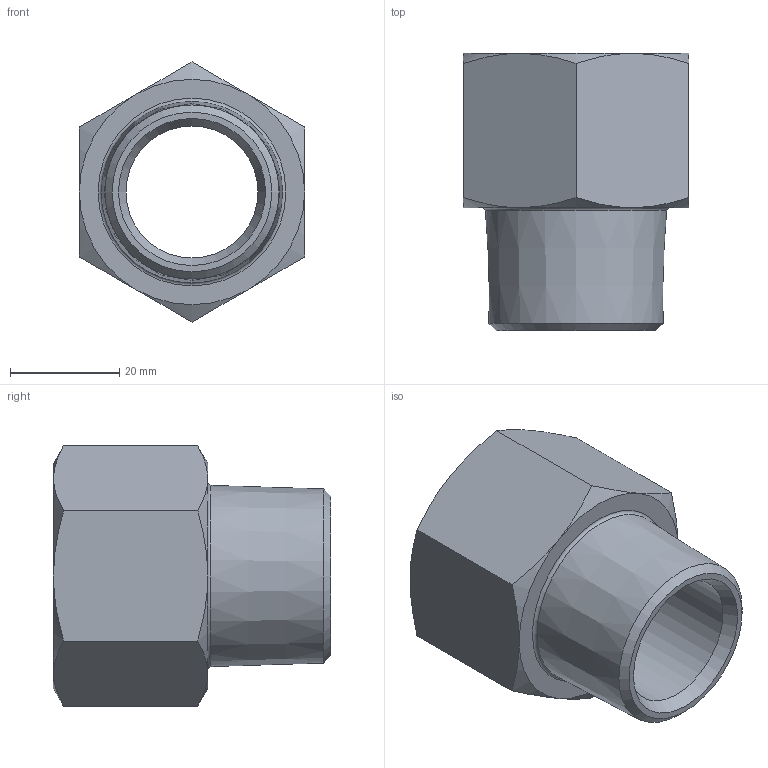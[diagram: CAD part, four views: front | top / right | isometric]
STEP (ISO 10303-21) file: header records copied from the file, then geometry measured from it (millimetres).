
FILE_DESCRIPTION(/* description */ ('STEP AP214'),/* implementation_level */ '2;1');
FILE_NAME(/* name */ '546547_AD-1NPT-G1-I',/* time_stamp */ '2024-07-30T14:36:58+02:00',/* author */ ('License CC BY-ND 4.0'),/* organization */ ('CADENAS'),/* preprocessor_version */ 'ST-DEVELOPER v19.3',/* originating_system */ 'PARTsolutions',/* authorisation */ ' ');
FILE_SCHEMA (('AUTOMOTIVE_DESIGN {1 0 10303 214 3 1 1}'));
Length unit declared in the file: millimetre
Products named in the file (1): 546547 AD-1NPT-G1-I
Bounding box: 41.3 x 50.8 x 47.69 mm (x, y, z)
Volume: 30313.5 mm3; surface area: 12142.9 mm2
Topology: 1 solids, 1 shells, 29 faces, 60 edges, 34 vertices
Faces by surface type: cone 17, plane 9, cylinder 2, torus 1
Full cylindrical faces by diameter (mm): 24.2 x1, 30.291 x1
Entity records: 778 total; most frequent: CARTESIAN_POINT 196, DIRECTION 110, ORIENTED_EDGE 104, EDGE_CURVE 52, AXIS2_PLACEMENT_3D 52, EDGE_LOOP 40, FACE_BOUND 40, VERTEX_POINT 34
